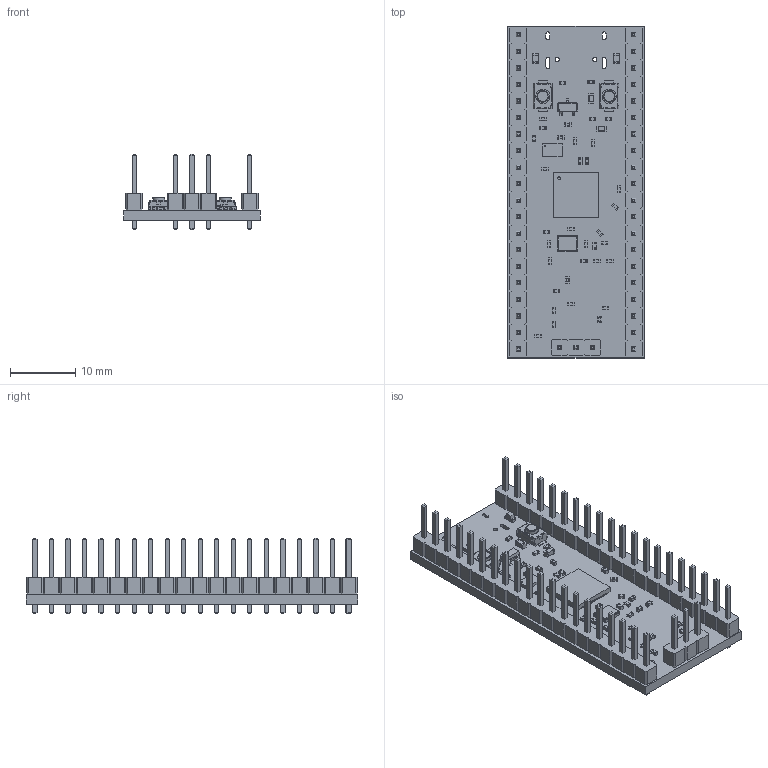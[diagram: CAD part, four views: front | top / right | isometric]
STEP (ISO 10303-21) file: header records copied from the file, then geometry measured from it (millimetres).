
FILE_DESCRIPTION(('KiCad electronic assembly'),'2;1');
FILE_NAME('3D model.step','2026-02-14T17:14:18',('Pcbnew'),('Kicad'), 'Open CASCADE STEP processor 7.9','KiCad to STEP converter','Unknown' );
FILE_SCHEMA(('AUTOMOTIVE_DESIGN { 1 0 10303 214 1 1 1 1 }'));
Length unit declared in the file: millimetre
Products named in the file (13): 3D model 1; C_0402_1005Metric; R_0402_1005Metric; C_0603_1608Metric; Winbond_USON-8-1EP_3x2mm_P0.5mm_EP0.2x1.6mm; Crystal_SMD_3225-4Pin_3.2x2.5mm; SW_Push_SPST_NO_Alps_SKRK; PinHeader_1x20_P2.54mm_Vertical; LED_0603_1608Metric; PinHeader_1x03_P2.54mm_Vertical; QFN-56-1EP_7x7mm_P0.4mm_EP3.2x3.2mm; SOT-23; devboard_PCB
Assembly tree (49 placements, depth 2):
  3D model 1
    C_0402_1005Metric  x23
    R_0402_1005Metric  x12
    C_0603_1608Metric  x2
    Winbond_USON-8-1EP_3x2mm_P0.5mm_EP0.2x1.6mm
    Crystal_SMD_3225-4Pin_3.2x2.5mm
    SW_Push_SPST_NO_Alps_SKRK  x2
    PinHeader_1x20_P2.54mm_Vertical  x2
    LED_0603_1608Metric  x2
    PinHeader_1x03_P2.54mm_Vertical
    QFN-56-1EP_7x7mm_P0.4mm_EP3.2x3.2mm
    SOT-23
    devboard_PCB
Bounding box: 21 x 51 x 11.54 mm (x, y, z)
Volume: 2506.2 mm3; surface area: 5070.3 mm2
Topology: 49 solids, 49 shells, 2986 faces, 7766 edges, 5003 vertices
Faces by surface type: plane 2449, cylinder 519, bspline 16, torus 2
Full cylindrical faces by diameter (mm): 0.25 x1, 0.4 x1, 0.65 x2, 1 x43, 1.8 x2, 2.2 x2
Entity records: 53506 total; most frequent: CARTESIAN_POINT 7600, ORIENTED_EDGE 7414, DIRECTION 6806, EDGE_CURVE 3703, LINE 3410, VECTOR 3410, VERTEX_POINT 2380, AXIS2_PLACEMENT_3D 1698
